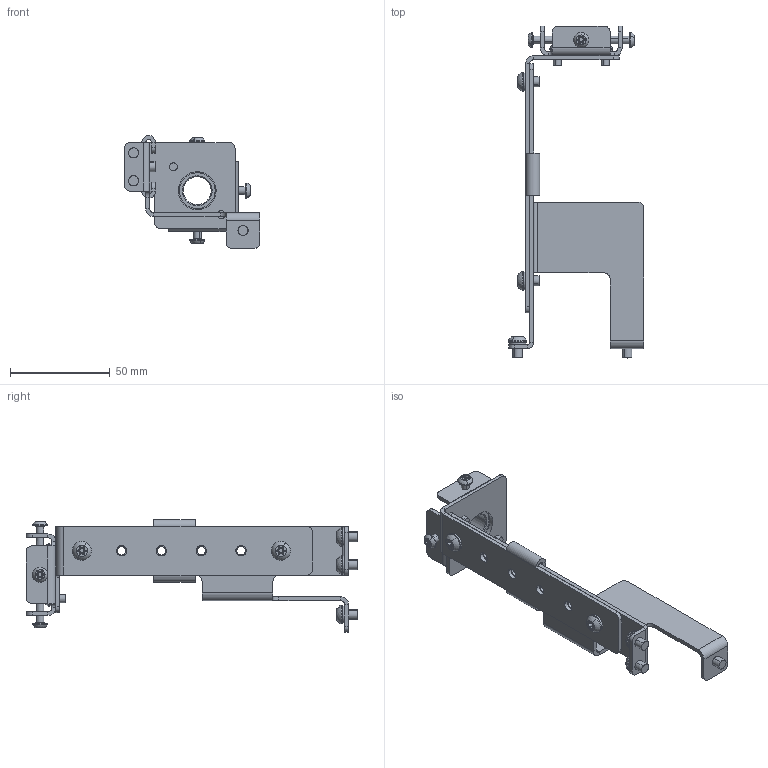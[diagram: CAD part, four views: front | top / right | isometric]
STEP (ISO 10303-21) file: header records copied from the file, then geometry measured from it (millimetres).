
FILE_DESCRIPTION((''),'2;1');
FILE_NAME('1SDR003822A1801_SUPP_XT1','2020-10-13T12:02:24',('KT294540'),('GE INDUSTRIAL SOLUTIONS'),'CREO PARAMETRIC BY PTC INC, 2019164','CREO PARAMETRIC BY PTC INC, 2019164','');
FILE_SCHEMA(('AUTOMOTIVE_DESIGN { 1 0 10303 214 1 1 1 1 }'));
Products named in the file (1): 1SDR003822A1801_SUPP_XT1
Bounding box: 68.25 x 166.7 x 56.7 mm (x, y, z)
Surface area: 36296.1 mm2 (no closed solid volume)
Topology: 0 solids, 29 shells, 543 faces, 1560 edges, 957 vertices
Faces by surface type: cylinder 256, plane 134, torus 74, bspline 49, sphere 22, cone 8
Entity records: 125058 total; most frequent: CARTESIAN_POINT 107192, DIRECTION 3355, ORIENTED_EDGE 2646, POLYLINE 1523, EDGE_CURVE 1489, AXIS2_PLACEMENT_3D 1425, VERTEX_POINT 957, CIRCLE 869
